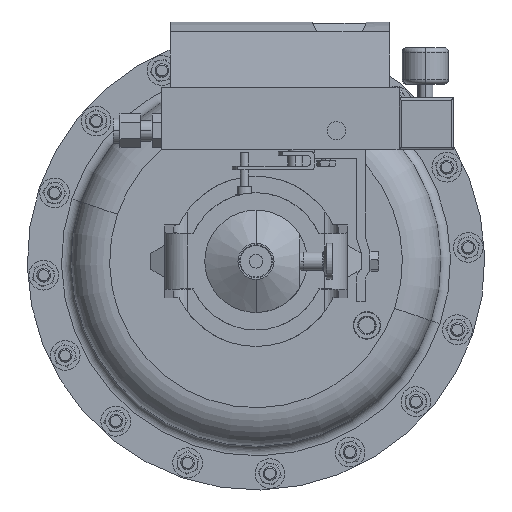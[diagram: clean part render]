
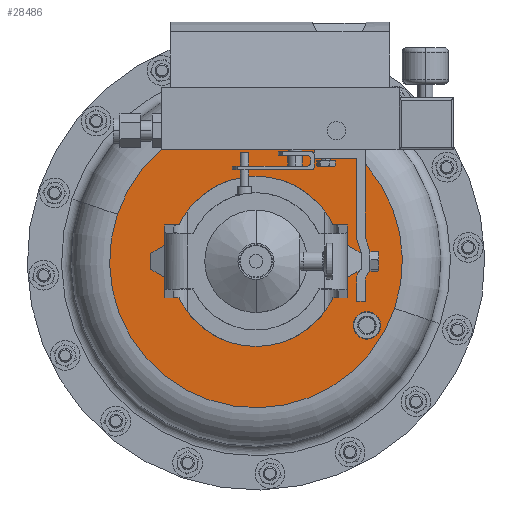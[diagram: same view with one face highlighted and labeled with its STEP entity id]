
A CAD part, front view. The second image highlights one B-rep face of the part: STEP entity #28486.
In plain terms, the highlighted planar face has unit normal (0, -1, 0).
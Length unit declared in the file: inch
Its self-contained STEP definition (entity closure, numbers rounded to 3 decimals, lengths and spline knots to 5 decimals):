
#607 = ORIENTED_EDGE ( 'NONE', *, *, #23020, .T. ) ;
#647 = DIRECTION ( 'NONE',  ( 0.947, 0., -0.321 ) ) ;
#1688 = AXIS2_PLACEMENT_3D ( 'NONE', #4465, #7220, #21856 ) ;
#2270 = EDGE_CURVE ( 'NONE', #19836, #16926, #30195, .T. ) ;
#2673 = VERTEX_POINT ( 'NONE', #4690 ) ;
#2813 = DIRECTION ( 'NONE',  ( 0., 0., -1. ) ) ;
#2988 = DIRECTION ( 'NONE',  ( -0.947, 0., 0.321 ) ) ;
#2996 = DIRECTION ( 'NONE',  ( 0., 0., -1. ) ) ;
#3848 = VERTEX_POINT ( 'NONE', #34495 ) ;
#4465 = CARTESIAN_POINT ( 'NONE',  ( 3.03109, 8.578, -1.75 ) ) ;
#4690 = CARTESIAN_POINT ( 'NONE',  ( 3.1244, 8.578, -2.11321 ) ) ;
#5853 = EDGE_CURVE ( 'NONE', #16926, #19836, #19742, .T. ) ;
#5934 = DIRECTION ( 'NONE',  ( 0., 1., 0. ) ) ;
#6463 = ORIENTED_EDGE ( 'NONE', *, *, #32596, .F. ) ;
#7220 = DIRECTION ( 'NONE',  ( 0., 1., 0. ) ) ;
#8086 = VERTEX_POINT ( 'NONE', #28091 ) ;
#8693 = CARTESIAN_POINT ( 'NONE',  ( 2.93778, 8.578, -1.38679 ) ) ;
#9037 = CIRCLE ( 'NONE', #1688, 0.375 ) ;
#9087 = CARTESIAN_POINT ( 'NONE',  ( 3.03109, 8.578, -1.75 ) ) ;
#9312 = CARTESIAN_POINT ( 'NONE',  ( 0., 8.578, 0. ) ) ;
#10497 = AXIS2_PLACEMENT_3D ( 'NONE', #9312, #14954, #647 ) ;
#11385 = CIRCLE ( 'NONE', #20455, 0.375 ) ;
#12764 = EDGE_CURVE ( 'NONE', #2673, #26367, #9037, .T. ) ;
#13040 = CIRCLE ( 'NONE', #10497, 4. ) ;
#14384 = PLANE ( 'NONE',  #15515 ) ;
#14954 = DIRECTION ( 'NONE',  ( 0., 1., 0. ) ) ;
#15515 = AXIS2_PLACEMENT_3D ( 'NONE', #17136, #28508, #2988 ) ;
#15637 = AXIS2_PLACEMENT_3D ( 'NONE', #34378, #25997, #2996 ) ;
#16848 = DIRECTION ( 'NONE',  ( 0., -1., 0. ) ) ;
#16926 = VERTEX_POINT ( 'NONE', #26812 ) ;
#17136 = CARTESIAN_POINT ( 'NONE',  ( -1.28576, 8.578, -3.78772 ) ) ;
#18148 = ORIENTED_EDGE ( 'NONE', *, *, #2270, .F. ) ;
#18782 = ORIENTED_EDGE ( 'NONE', *, *, #12764, .T. ) ;
#19742 = CIRCLE ( 'NONE', #21161, 2.325 ) ;
#19836 = VERTEX_POINT ( 'NONE', #31559 ) ;
#20186 = ORIENTED_EDGE ( 'NONE', *, *, #26578, .F. ) ;
#20455 = AXIS2_PLACEMENT_3D ( 'NONE', #9087, #5934, #37064 ) ;
#20494 = FACE_BOUND ( 'NONE', #35138, .T. ) ;
#20621 = EDGE_LOOP ( 'NONE', ( #6463, #20186 ) ) ;
#21161 = AXIS2_PLACEMENT_3D ( 'NONE', #37062, #16848, #2813 ) ;
#21856 = DIRECTION ( 'NONE',  ( 0.249, 0., -0.969 ) ) ;
#22994 = CIRCLE ( 'NONE', #36425, 4. ) ;
#23020 = EDGE_CURVE ( 'NONE', #26367, #2673, #11385, .T. ) ;
#25997 = DIRECTION ( 'NONE',  ( 0., -1., 0. ) ) ;
#26367 = VERTEX_POINT ( 'NONE', #8693 ) ;
#26578 = EDGE_CURVE ( 'NONE', #3848, #8086, #13040, .T. ) ;
#26812 = CARTESIAN_POINT ( 'NONE',  ( 0., 8.578, -2.325 ) ) ;
#28091 = CARTESIAN_POINT ( 'NONE',  ( 3.78772, 8.578, -1.28576 ) ) ;
#28486 = ADVANCED_FACE ( 'NONE', ( #32563, #31261, #20494 ), #14384, .T. ) ;
#28508 = DIRECTION ( 'NONE',  ( 0., -1., 0. ) ) ;
#28527 = EDGE_LOOP ( 'NONE', ( #28810, #18148 ) ) ;
#28810 = ORIENTED_EDGE ( 'NONE', *, *, #5853, .F. ) ;
#29453 = DIRECTION ( 'NONE',  ( 0., 1., 0. ) ) ;
#30195 = CIRCLE ( 'NONE', #15637, 2.325 ) ;
#31261 = FACE_OUTER_BOUND ( 'NONE', #20621, .T. ) ;
#31559 = CARTESIAN_POINT ( 'NONE',  ( 0., 8.578, 2.325 ) ) ;
#32173 = DIRECTION ( 'NONE',  ( 0.947, 0., -0.321 ) ) ;
#32563 = FACE_BOUND ( 'NONE', #28527, .T. ) ;
#32596 = EDGE_CURVE ( 'NONE', #8086, #3848, #22994, .T. ) ;
#34378 = CARTESIAN_POINT ( 'NONE',  ( 0., 8.578, 0. ) ) ;
#34495 = CARTESIAN_POINT ( 'NONE',  ( -3.78772, 8.578, 1.28576 ) ) ;
#35138 = EDGE_LOOP ( 'NONE', ( #18782, #607 ) ) ;
#35174 = CARTESIAN_POINT ( 'NONE',  ( 0., 8.578, 0. ) ) ;
#36425 = AXIS2_PLACEMENT_3D ( 'NONE', #35174, #29453, #32173 ) ;
#37062 = CARTESIAN_POINT ( 'NONE',  ( 0., 8.578, 0. ) ) ;
#37064 = DIRECTION ( 'NONE',  ( 0.249, 0., -0.969 ) ) ;
